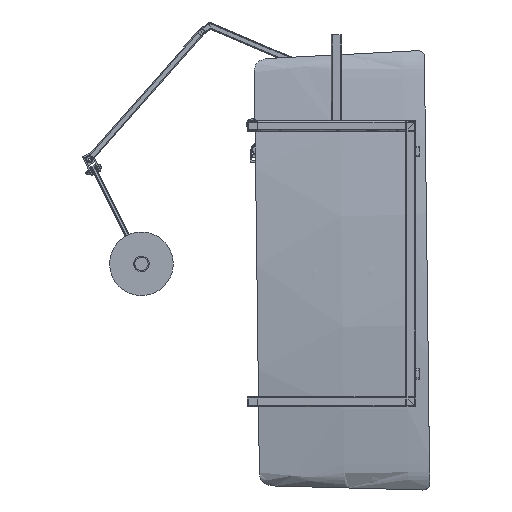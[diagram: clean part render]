
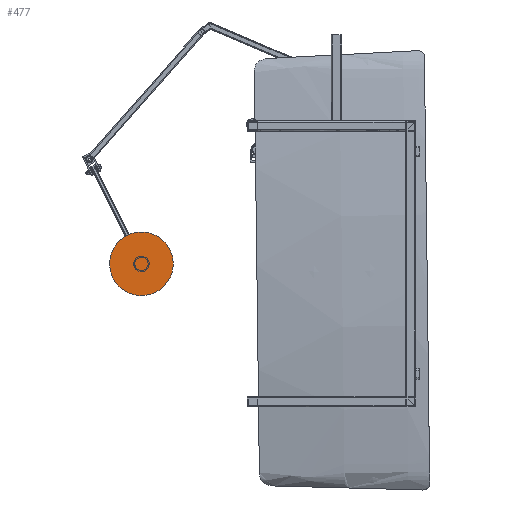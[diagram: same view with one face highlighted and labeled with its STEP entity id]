
A CAD part, front view. The second image highlights one B-rep face of the part: STEP entity #477.
In plain terms, the highlighted free-form (B-spline) face has degree [1, 1] with [2, 2] control points.
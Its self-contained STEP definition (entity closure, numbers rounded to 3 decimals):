
#401 = EDGE_CURVE('',#402,#404,#406,.T.);
#402 = VERTEX_POINT('',#403);
#403 = CARTESIAN_POINT('',(0.,-4.614,
    -138.415));
#404 = VERTEX_POINT('',#405);
#405 = CARTESIAN_POINT('',(0.,-4.614,138.415));
#406 = ( BOUNDED_CURVE() B_SPLINE_CURVE(2,(#407,#408,#409,#410,#411),
.UNSPECIFIED.,.F.,.F.) B_SPLINE_CURVE_WITH_KNOTS((3,2,3),(0.,
1.571,3.142),.PIECEWISE_BEZIER_KNOTS.) CURVE() 
GEOMETRIC_REPRESENTATION_ITEM() RATIONAL_B_SPLINE_CURVE((1.,
0.707,1.,0.707,1.)) REPRESENTATION_ITEM('') );
#407 = CARTESIAN_POINT('',(0.,-4.614,-138.415));
#408 = CARTESIAN_POINT('',(138.415,-4.614,
    -138.415));
#409 = CARTESIAN_POINT('',(138.415,-4.614,
    0.));
#410 = CARTESIAN_POINT('',(138.415,-4.614,
    138.415));
#411 = CARTESIAN_POINT('',(0.,-4.614,
    138.415));
#450 = EDGE_CURVE('',#404,#402,#451,.T.);
#451 = ( BOUNDED_CURVE() B_SPLINE_CURVE(2,(#452,#453,#454,#455,#456),
.UNSPECIFIED.,.F.,.F.) B_SPLINE_CURVE_WITH_KNOTS((3,2,3),(3.142,
4.712,6.283),.PIECEWISE_BEZIER_KNOTS.) CURVE() 
GEOMETRIC_REPRESENTATION_ITEM() RATIONAL_B_SPLINE_CURVE((1.,
0.707,1.,0.707,1.)) REPRESENTATION_ITEM('') );
#452 = CARTESIAN_POINT('',(0.,-4.614,
    138.415));
#453 = CARTESIAN_POINT('',(-138.415,-4.614,
    138.415));
#454 = CARTESIAN_POINT('',(-138.415,-4.614,
    0.));
#455 = CARTESIAN_POINT('',(-138.415,-4.614,
    -138.415));
#456 = CARTESIAN_POINT('',(0.,-4.614,
    -138.415));
#477 = ADVANCED_FACE('',(#478),#482,.T.);
#478 = FACE_BOUND('',#479,.T.);
#479 = EDGE_LOOP('',(#480,#481));
#480 = ORIENTED_EDGE('',*,*,#450,.T.);
#481 = ORIENTED_EDGE('',*,*,#401,.T.);
#482 = B_SPLINE_SURFACE_WITH_KNOTS('',1,1,(
    (#483,#484)
    ,(#485,#486
    )),.UNSPECIFIED.,.F.,.F.,.F.,(2,2),(2,2),(-150.,150.),(-150.,150.),
  .PIECEWISE_BEZIER_KNOTS.);
#483 = CARTESIAN_POINT('',(-138.415,-4.614,
    138.415));
#484 = CARTESIAN_POINT('',(138.415,-4.614,
    138.415));
#485 = CARTESIAN_POINT('',(-138.415,-4.614,
    -138.415));
#486 = CARTESIAN_POINT('',(138.415,-4.614,
    -138.415));
